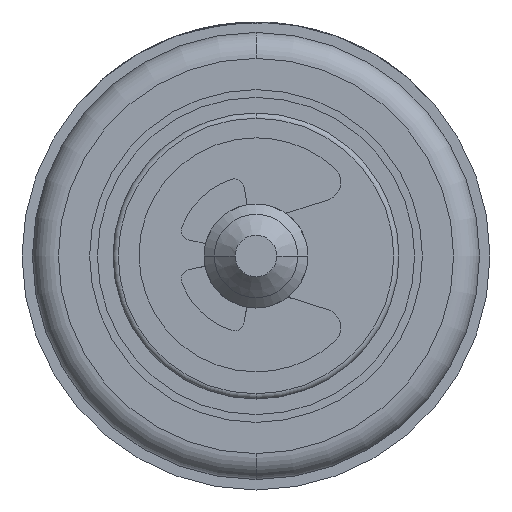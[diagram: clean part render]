
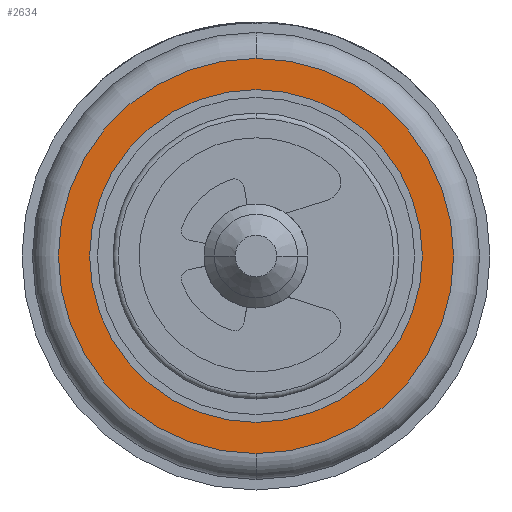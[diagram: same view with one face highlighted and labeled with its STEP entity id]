
A CAD part, front view. The second image highlights one B-rep face of the part: STEP entity #2634.
In plain terms, the highlighted planar face has unit normal (0, -1, 0).
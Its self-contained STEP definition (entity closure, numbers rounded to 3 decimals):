
#153 = CIRCLE ( 'NONE', #4113, 1.6 ) ;
#294 = EDGE_LOOP ( 'NONE', ( #3702, #3596 ) ) ;
#340 = FACE_BOUND ( 'NONE', #4521, .T. ) ;
#355 = AXIS2_PLACEMENT_3D ( 'NONE', #1357, #4092, #1709 ) ;
#577 = CIRCLE ( 'NONE', #1532, 1.9 ) ;
#905 = EDGE_CURVE ( 'Defeature ausgef�hrt1_23+Defeature ausgef�hrt1_2+Defeature ausgef�hrt1_2+Defeature ausgef�hrt1_2', #1587, #2297, #4542, .T. ) ;
#972 = CARTESIAN_POINT ( 'NONE',  ( 0., -10., 1.9 ) ) ;
#1008 = PLANE ( 'NONE',  #3568 ) ;
#1357 = CARTESIAN_POINT ( 'NONE',  ( 0., -10., 0. ) ) ;
#1532 = AXIS2_PLACEMENT_3D ( 'NONE', #3245, #3628, #2187 ) ;
#1587 = VERTEX_POINT ( 'NONE', #4403 ) ;
#1635 = CIRCLE ( 'NONE', #355, 1.9 ) ;
#1709 = DIRECTION ( 'NONE',  ( 0., 0., -1. ) ) ;
#1727 = EDGE_CURVE ( 'Defeature ausgef�hrt1_2+Defeature ausgef�hrt1_7+Defeature ausgef�hrt1_7+Defeature ausgef�hrt1_7', #2912, #3108, #1635, .T. ) ;
#1833 = CARTESIAN_POINT ( 'NONE',  ( 1.35, -10., 0. ) ) ;
#1957 = EDGE_CURVE ( 'Defeature ausgef�hrt1_23+Defeature ausgef�hrt1_2+Defeature ausgef�hrt1_2+Defeature ausgef�hrt1_2', #2297, #1587, #153, .T. ) ;
#2187 = DIRECTION ( 'NONE',  ( 0., 0., -1. ) ) ;
#2297 = VERTEX_POINT ( 'NONE', #4260 ) ;
#2331 = DIRECTION ( 'NONE',  ( 0., 0., -1. ) ) ;
#2413 = ORIENTED_EDGE ( 'NONE', *, *, #905, .F. ) ;
#2583 = EDGE_CURVE ( 'Defeature ausgef�hrt1_2+Defeature ausgef�hrt1_7+Defeature ausgef�hrt1_7+Defeature ausgef�hrt1_7', #3108, #2912, #577, .T. ) ;
#2593 = DIRECTION ( 'NONE',  ( 0., 0., -1. ) ) ;
#2595 = DIRECTION ( 'NONE',  ( 0., 0., -1. ) ) ;
#2621 = DIRECTION ( 'NONE',  ( 0., -1., 0. ) ) ;
#2634 = ADVANCED_FACE ( 'Defeature ausgef�hrt1_2', ( #340, #4250 ), #1008, .T. ) ;
#2912 = VERTEX_POINT ( 'NONE', #4352 ) ;
#2913 = ORIENTED_EDGE ( 'NONE', *, *, #1957, .F. ) ;
#2985 = CARTESIAN_POINT ( 'NONE',  ( 0., -10., 0. ) ) ;
#3108 = VERTEX_POINT ( 'NONE', #972 ) ;
#3245 = CARTESIAN_POINT ( 'NONE',  ( 0., -10., 0. ) ) ;
#3562 = DIRECTION ( 'NONE',  ( 0., -1., 0. ) ) ;
#3568 = AXIS2_PLACEMENT_3D ( 'NONE', #1833, #2621, #2595 ) ;
#3596 = ORIENTED_EDGE ( 'NONE', *, *, #2583, .T. ) ;
#3628 = DIRECTION ( 'NONE',  ( 0., -1., 0. ) ) ;
#3702 = ORIENTED_EDGE ( 'NONE', *, *, #1727, .T. ) ;
#4092 = DIRECTION ( 'NONE',  ( 0., -1., 0. ) ) ;
#4113 = AXIS2_PLACEMENT_3D ( 'NONE', #5083, #3562, #2331 ) ;
#4250 = FACE_OUTER_BOUND ( 'NONE', #294, .T. ) ;
#4260 = CARTESIAN_POINT ( 'NONE',  ( 0., -10., -1.6 ) ) ;
#4352 = CARTESIAN_POINT ( 'NONE',  ( 0., -10., -1.9 ) ) ;
#4403 = CARTESIAN_POINT ( 'NONE',  ( 0., -10., 1.6 ) ) ;
#4521 = EDGE_LOOP ( 'NONE', ( #2913, #2413 ) ) ;
#4542 = CIRCLE ( 'NONE', #4961, 1.6 ) ;
#4944 = DIRECTION ( 'NONE',  ( 0., -1., 0. ) ) ;
#4961 = AXIS2_PLACEMENT_3D ( 'NONE', #2985, #4944, #2593 ) ;
#5083 = CARTESIAN_POINT ( 'NONE',  ( 0., -10., 0. ) ) ;
